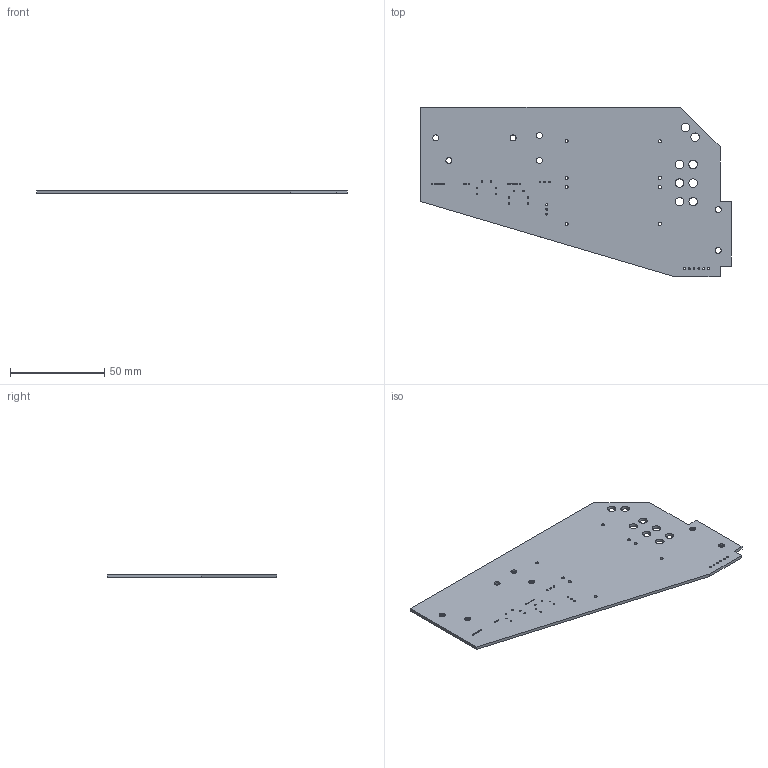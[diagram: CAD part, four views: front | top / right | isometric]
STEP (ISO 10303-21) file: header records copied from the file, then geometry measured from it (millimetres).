
FILE_DESCRIPTION(('KiCad electronic assembly'),'2;1');
FILE_NAME('right-side.step','2023-03-08T15:52:41',('Pcbnew'),('Kicad'), 'Open CASCADE STEP processor 7.6','KiCad to STEP converter','Unknown' );
FILE_SCHEMA(('AUTOMOTIVE_DESIGN { 1 0 10303 214 1 1 1 1 }'));
Length unit declared in the file: millimetre
Products named in the file (2): right-side 1; PCB
Assembly tree (1 placements, depth 2):
  right-side 1
    PCB
Bounding box: 165 x 90 x 1.58 mm (x, y, z)
Volume: 17972.7 mm3; surface area: 23989.7 mm2
Topology: 1 solids, 1 shells, 347 faces, 1035 edges, 690 vertices
Faces by surface type: plane 292, cylinder 55
Full cylindrical faces by diameter (mm): 0.6 x15, 0.8 x12, 1 x12, 1.65 x8, 4.5 x8
Entity records: 25599 total; most frequent: CARTESIAN_POINT 4804, DIRECTION 3803, LINE 2885, VECTOR 2885, ORIENTED_EDGE 2070, PCURVE 2070, DEFINITIONAL_REPRESENTATION 2070, EDGE_CURVE 1035
